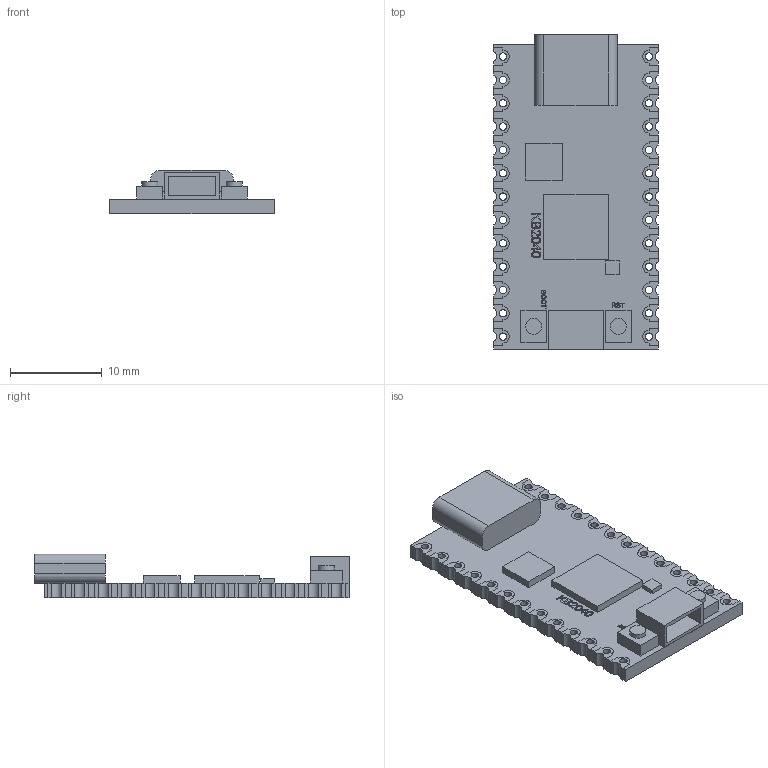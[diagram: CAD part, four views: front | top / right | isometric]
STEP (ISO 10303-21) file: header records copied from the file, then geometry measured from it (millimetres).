
FILE_DESCRIPTION(/* description */ (''),/* implementation_level */ '2;1');
FILE_NAME(/* name */ 'Adafruit KB2040 v7.step',/* time_stamp */ '2022-08-25T12:35:11-04:00',/* author */ (''),/* organization */ (''),/* preprocessor_version */ 'ST-DEVELOPER v19',/* originating_system */ 'Autodesk Translation Framework v11.7.0.108',/* authorisation */ '');
FILE_SCHEMA (('AUTOMOTIVE_DESIGN { 1 0 10303 214 3 1 1 }'));
Length unit declared in the file: millimetre
Products named in the file (1): Adafruit KB2040
Bounding box: 17.9 x 34.2 x 4.75 mm (x, y, z)
Volume: 1121.2 mm3; surface area: 2740.4 mm2
Topology: 37 solids, 37 shells, 815 faces, 2148 edges, 1432 vertices
Faces by surface type: plane 506, bspline 195, cylinder 114
Full cylindrical faces by diameter (mm): 0.8 x26, 1.75 x2
Entity records: 26923 total; most frequent: CARTESIAN_POINT 7711, ORIENTED_EDGE 4296, DIRECTION 3228, EDGE_CURVE 2148, LINE 1530, VECTOR 1530, VERTEX_POINT 1432, EDGE_LOOP 892
